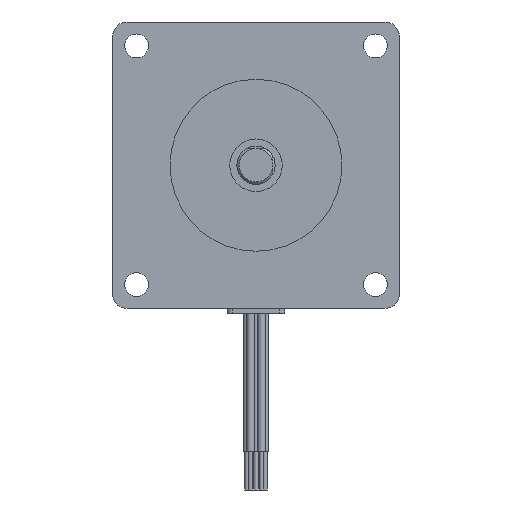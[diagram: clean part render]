
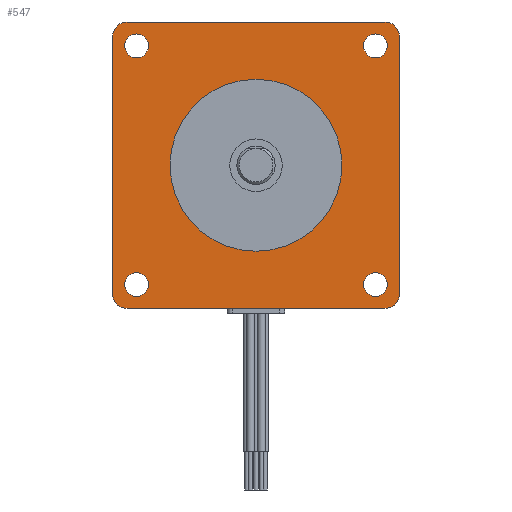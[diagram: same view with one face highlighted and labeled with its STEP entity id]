
A CAD part, front view. The second image highlights one B-rep face of the part: STEP entity #547.
In plain terms, the highlighted planar face has unit normal (0, -1, 0).
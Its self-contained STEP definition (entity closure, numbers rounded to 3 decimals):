
#547 = ADVANCED_FACE( '', ( #1110, #1111, #1112, #1113, #1114, #1115 ), #1116, .F. );
#1110 = FACE_OUTER_BOUND( '', #1671, .T. );
#1111 = FACE_BOUND( '', #1672, .T. );
#1112 = FACE_BOUND( '', #1673, .T. );
#1113 = FACE_BOUND( '', #1674, .T. );
#1114 = FACE_BOUND( '', #1675, .T. );
#1115 = FACE_BOUND( '', #1676, .T. );
#1116 = PLANE( '', #1677 );
#1671 = EDGE_LOOP( '', ( #2979, #2980, #2981, #2982, #2983, #2984, #2985, #2986 ) );
#1672 = EDGE_LOOP( '', ( #2987 ) );
#1673 = EDGE_LOOP( '', ( #2988 ) );
#1674 = EDGE_LOOP( '', ( #2989 ) );
#1675 = EDGE_LOOP( '', ( #2990 ) );
#1676 = EDGE_LOOP( '', ( #2991 ) );
#1677 = AXIS2_PLACEMENT_3D( '', #2992, #2993, #2994 );
#2979 = ORIENTED_EDGE( '', *, *, #3670, .T. );
#2980 = ORIENTED_EDGE( '', *, *, #3610, .F. );
#2981 = ORIENTED_EDGE( '', *, *, #3340, .T. );
#2982 = ORIENTED_EDGE( '', *, *, #3660, .F. );
#2983 = ORIENTED_EDGE( '', *, *, #3663, .T. );
#2984 = ORIENTED_EDGE( '', *, *, #3432, .F. );
#2985 = ORIENTED_EDGE( '', *, *, #3629, .T. );
#2986 = ORIENTED_EDGE( '', *, *, #3537, .F. );
#2987 = ORIENTED_EDGE( '', *, *, #3421, .T. );
#2988 = ORIENTED_EDGE( '', *, *, #3403, .T. );
#2989 = ORIENTED_EDGE( '', *, *, #3598, .T. );
#2990 = ORIENTED_EDGE( '', *, *, #3376, .T. );
#2991 = ORIENTED_EDGE( '', *, *, #3298, .T. );
#2992 = CARTESIAN_POINT( '', ( 0., 0., 0. ) );
#2993 = DIRECTION( '', ( 0., 1., 0. ) );
#2994 = DIRECTION( '', ( 0., 0., 1. ) );
#3298 = EDGE_CURVE( '', #3940, #3940, #3941, .T. );
#3340 = EDGE_CURVE( '', #4014, #4012, #4015, .F. );
#3376 = EDGE_CURVE( '', #4069, #4069, #4070, .T. );
#3403 = EDGE_CURVE( '', #4108, #4108, #4109, .T. );
#3421 = EDGE_CURVE( '', #4137, #4137, #4138, .T. );
#3432 = EDGE_CURVE( '', #4153, #4154, #4155, .T. );
#3537 = EDGE_CURVE( '', #4297, #4298, #4299, .T. );
#3598 = EDGE_CURVE( '', #4380, #4380, #4381, .T. );
#3610 = EDGE_CURVE( '', #4014, #4396, #4397, .T. );
#3629 = EDGE_CURVE( '', #4153, #4298, #4419, .F. );
#3660 = EDGE_CURVE( '', #4456, #4012, #4457, .T. );
#3663 = EDGE_CURVE( '', #4456, #4154, #4460, .F. );
#3670 = EDGE_CURVE( '', #4297, #4396, #4467, .F. );
#3940 = VERTEX_POINT( '', #4810 );
#3941 = CIRCLE( '', #4811, 18. );
#4012 = VERTEX_POINT( '', #4900 );
#4014 = VERTEX_POINT( '', #4903 );
#4015 = CIRCLE( '', #4904, 3. );
#4069 = VERTEX_POINT( '', #4974 );
#4070 = CIRCLE( '', #4975, 2.5 );
#4108 = VERTEX_POINT( '', #5030 );
#4109 = CIRCLE( '', #5031, 2.5 );
#4137 = VERTEX_POINT( '', #5064 );
#4138 = CIRCLE( '', #5065, 2.5 );
#4153 = VERTEX_POINT( '', #5082 );
#4154 = VERTEX_POINT( '', #5083 );
#4155 = LINE( '', #5084, #5085 );
#4297 = VERTEX_POINT( '', #5275 );
#4298 = VERTEX_POINT( '', #5276 );
#4299 = LINE( '', #5277, #5278 );
#4380 = VERTEX_POINT( '', #5379 );
#4381 = CIRCLE( '', #5380, 2.5 );
#4396 = VERTEX_POINT( '', #5399 );
#4397 = LINE( '', #5400, #5401 );
#4419 = CIRCLE( '', #5429, 3. );
#4456 = VERTEX_POINT( '', #5472 );
#4457 = LINE( '', #5473, #5474 );
#4460 = CIRCLE( '', #5478, 3. );
#4467 = CIRCLE( '', #5485, 3. );
#4810 = CARTESIAN_POINT( '', ( 0., 0., 18. ) );
#4811 = AXIS2_PLACEMENT_3D( '', #5723, #5724, #5725 );
#4900 = CARTESIAN_POINT( '', ( 30., 0., -27. ) );
#4903 = CARTESIAN_POINT( '', ( 27., 0., -30. ) );
#4904 = AXIS2_PLACEMENT_3D( '', #5793, #5794, #5795 );
#4974 = CARTESIAN_POINT( '', ( 25., 0., 22.5 ) );
#4975 = AXIS2_PLACEMENT_3D( '', #5842, #5843, #5844 );
#5030 = CARTESIAN_POINT( '', ( -25., 0., -22.5 ) );
#5031 = AXIS2_PLACEMENT_3D( '', #5876, #5877, #5878 );
#5064 = CARTESIAN_POINT( '', ( 25., 0., -22.5 ) );
#5065 = AXIS2_PLACEMENT_3D( '', #5905, #5906, #5907 );
#5082 = CARTESIAN_POINT( '', ( -27., 0., 30. ) );
#5083 = CARTESIAN_POINT( '', ( 27., 0., 30. ) );
#5084 = CARTESIAN_POINT( '', ( -30., 0., 30. ) );
#5085 = VECTOR( '', #5919, 1000. );
#5275 = CARTESIAN_POINT( '', ( -30., 0., -27. ) );
#5276 = CARTESIAN_POINT( '', ( -30., 0., 27. ) );
#5277 = CARTESIAN_POINT( '', ( -30., 0., -30. ) );
#5278 = VECTOR( '', #6047, 1000. );
#5379 = CARTESIAN_POINT( '', ( -25., 0., 27.5 ) );
#5380 = AXIS2_PLACEMENT_3D( '', #6134, #6135, #6136 );
#5399 = CARTESIAN_POINT( '', ( -27., 0., -30. ) );
#5400 = CARTESIAN_POINT( '', ( 30., 0., -30. ) );
#5401 = VECTOR( '', #6147, 1000. );
#5429 = AXIS2_PLACEMENT_3D( '', #6169, #6170, #6171 );
#5472 = CARTESIAN_POINT( '', ( 30., 0., 27. ) );
#5473 = CARTESIAN_POINT( '', ( 30., 0., 30. ) );
#5474 = VECTOR( '', #6211, 1000. );
#5478 = AXIS2_PLACEMENT_3D( '', #6213, #6214, #6215 );
#5485 = AXIS2_PLACEMENT_3D( '', #6216, #6217, #6218 );
#5723 = CARTESIAN_POINT( '', ( 0., 0., 0. ) );
#5724 = DIRECTION( '', ( 0., 1., 0. ) );
#5725 = DIRECTION( '', ( 0., 0., 1. ) );
#5793 = CARTESIAN_POINT( '', ( 27., 0., -27. ) );
#5794 = DIRECTION( '', ( 0., 1., 0. ) );
#5795 = DIRECTION( '', ( 0., 0., 1. ) );
#5842 = CARTESIAN_POINT( '', ( 25., 0., 25. ) );
#5843 = DIRECTION( '', ( 0., 1., 0. ) );
#5844 = DIRECTION( '', ( 0., 0., -1. ) );
#5876 = CARTESIAN_POINT( '', ( -25., 0., -25. ) );
#5877 = DIRECTION( '', ( 0., 1., 0. ) );
#5878 = DIRECTION( '', ( 0., 0., 1. ) );
#5905 = CARTESIAN_POINT( '', ( 25., 0., -25. ) );
#5906 = DIRECTION( '', ( 0., 1., 0. ) );
#5907 = DIRECTION( '', ( 0., 0., 1. ) );
#5919 = DIRECTION( '', ( 1., 0., 0. ) );
#6047 = DIRECTION( '', ( 0., 0., 1. ) );
#6134 = CARTESIAN_POINT( '', ( -25., 0., 25. ) );
#6135 = DIRECTION( '', ( 0., 1., 0. ) );
#6136 = DIRECTION( '', ( 0., 0., 1. ) );
#6147 = DIRECTION( '', ( -1., 0., 0. ) );
#6169 = CARTESIAN_POINT( '', ( -27., 0., 27. ) );
#6170 = DIRECTION( '', ( 0., 1., 0. ) );
#6171 = DIRECTION( '', ( 0., 0., 1. ) );
#6211 = DIRECTION( '', ( 0., 0., -1. ) );
#6213 = CARTESIAN_POINT( '', ( 27., 0., 27. ) );
#6214 = DIRECTION( '', ( 0., 1., 0. ) );
#6215 = DIRECTION( '', ( 0., 0., 1. ) );
#6216 = CARTESIAN_POINT( '', ( -27., 0., -27. ) );
#6217 = DIRECTION( '', ( 0., 1., 0. ) );
#6218 = DIRECTION( '', ( 0., 0., 1. ) );
